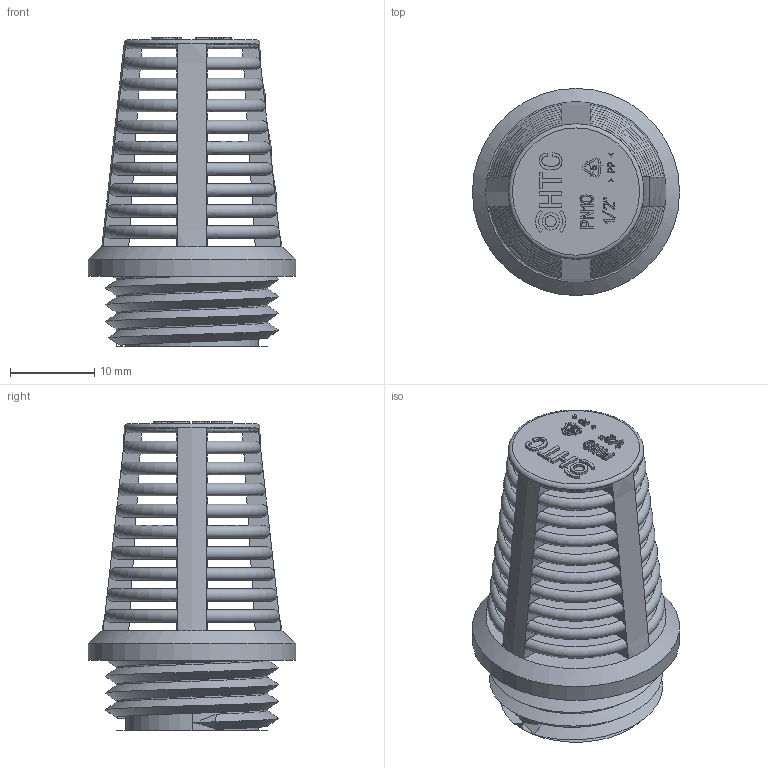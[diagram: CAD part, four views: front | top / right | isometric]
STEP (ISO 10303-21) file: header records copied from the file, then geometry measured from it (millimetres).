
FILE_DESCRIPTION(/* description */ (''),/* implementation_level */ '2;1');
FILE_NAME(/* name */ 'PF0829 add logo 12.stp',/* time_stamp */ '2024-11-12T13:56:21+08:00',/* author */ (''),/* organization */ (''),/* preprocessor_version */ 'ST-DEVELOPER v16.7',/* originating_system */ 'SIEMENS PLM Software NX 12.0',/* authorisation */ '');
FILE_SCHEMA (('AP203_CONFIGURATION_CONTROLLED_3D_DESIGN_OF_MECHANICAL_PARTS_AND_ASSEMBLIES_MIM_LF { 1 0 10303 403 2 1 2}'));
Length unit declared in the file: millimetre
Products named in the file (1): Admi2158205Ftiqg
Bounding box: 24.6 x 24.6 x 36.8 mm (x, y, z)
Volume: 3644.4 mm3; surface area: 5734.7 mm2
Topology: 1 solids, 1 shells, 872 faces, 2569 edges, 1685 vertices
Faces by surface type: plane 655, bspline 84, extrusion 76, torus 41, cylinder 13, cone 3
Full cylindrical faces by diameter (mm): 1.32 x1, 2.04 x1, 15.8 x1, 18 x3, 24.6 x1
Entity records: 41323 total; most frequent: CARTESIAN_POINT 14832, ORIENTED_EDGE 5088, DIRECTION 3569, EDGE_CURVE 2544, VECTOR 1775, LINE 1699, VERTEX_POINT 1673, EDGE_LOOP 943
